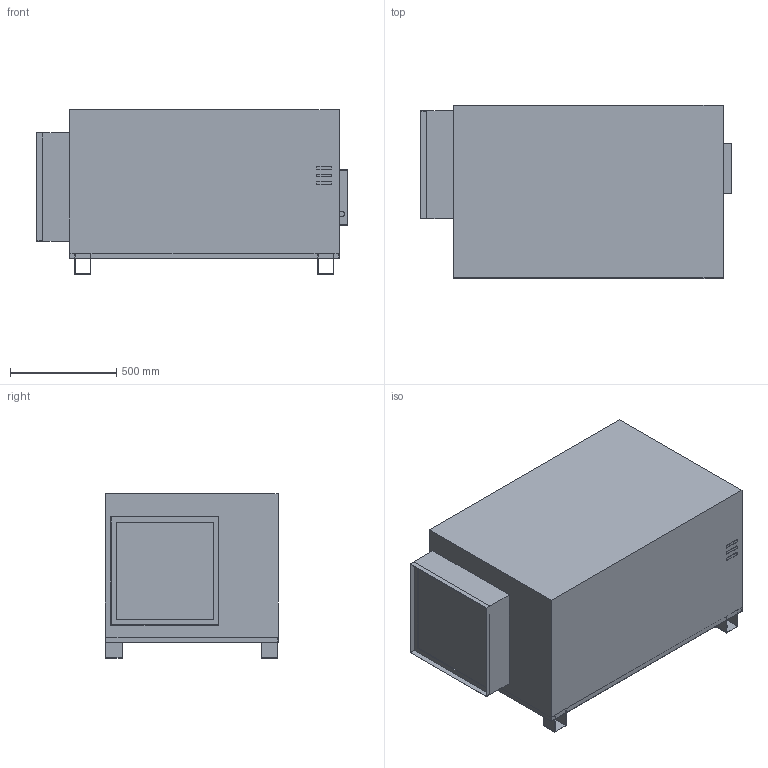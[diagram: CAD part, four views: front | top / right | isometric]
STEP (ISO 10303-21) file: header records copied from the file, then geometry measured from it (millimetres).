
FILE_DESCRIPTION(('starvars output'),'1');
FILE_NAME('cv20250326033354000056646.stp','03:33:54 2025/03/26',('Thomas Industrial Network Germany GmbH'),(' '),'Spatial InterOp 3D',' ',' ');
FILE_SCHEMA(('AUTOMOTIVE_DESIGN { 1 0 10303 214 3 1 1 }'));
Length unit declared in the file: millimetre
Products named in the file (1): 1
Bounding box: 1460.5 x 815.98 x 774.7 mm (x, y, z)
Volume: 728169202.4 mm3; surface area: 5773965.8 mm2
Topology: 1 solids, 1 shells, 117 faces, 326 edges, 212 vertices
Faces by surface type: plane 106, cylinder 11
Entity records: 4666 total; most frequent: CARTESIAN_POINT 656, ORIENTED_EDGE 652, DIRECTION 584, EDGE_CURVE 326, LINE 304, VECTOR 304, VERTEX_POINT 212, AXIS2_PLACEMENT_3D 140
